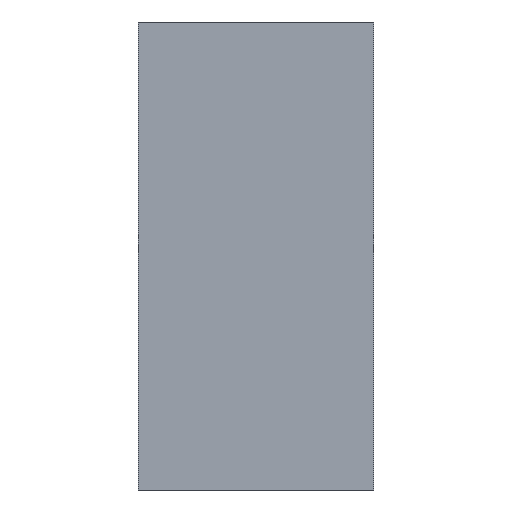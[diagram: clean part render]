
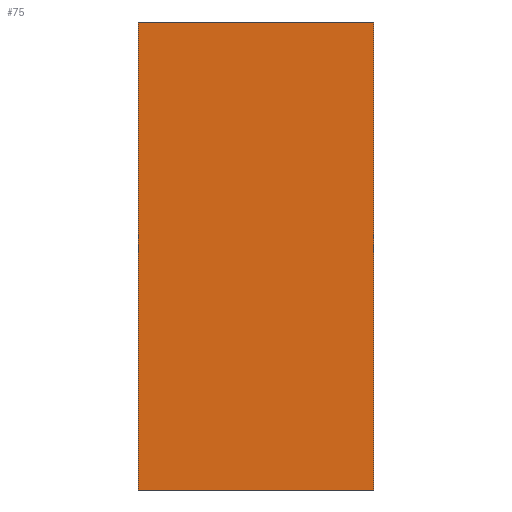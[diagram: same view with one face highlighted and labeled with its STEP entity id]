
A CAD part, front view. The second image highlights one B-rep face of the part: STEP entity #75.
In plain terms, the highlighted planar face has unit normal (0, -1, 0).
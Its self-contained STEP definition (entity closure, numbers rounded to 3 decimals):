
#75=ADVANCED_FACE('',(#93),#94,.T.);
#93=FACE_OUTER_BOUND('',#120,.T.);
#94=PLANE('',#121);
#120=EDGE_LOOP('',(#157,#158,#159,#160));
#121=AXIS2_PLACEMENT_3D('',#161,#162,#163);
#157=ORIENTED_EDGE('',*,*,#237,.F.);
#158=ORIENTED_EDGE('',*,*,#232,.T.);
#159=ORIENTED_EDGE('',*,*,#236,.T.);
#160=ORIENTED_EDGE('',*,*,#238,.F.);
#161=CARTESIAN_POINT('',(0.,270.508,20.827));
#162=DIRECTION('',(0.,-1.0,0.));
#163=DIRECTION('',(0.,0.,-1.0));
#232=EDGE_CURVE('',#269,#267,#270,.T.);
#236=EDGE_CURVE('',#267,#274,#276,.T.);
#237=EDGE_CURVE('',#269,#277,#278,.T.);
#238=EDGE_CURVE('',#277,#274,#279,.T.);
#267=VERTEX_POINT('',#324);
#269=VERTEX_POINT('',#327);
#270=LINE('',#328,#329);
#274=VERTEX_POINT('',#335);
#276=LINE('',#338,#339);
#277=VERTEX_POINT('',#340);
#278=LINE('',#341,#342);
#279=LINE('',#343,#344);
#324=CARTESIAN_POINT('',(-21.0,270.508,41.657));
#327=CARTESIAN_POINT('',(21.0,270.508,41.657));
#328=CARTESIAN_POINT('',(21.0,270.508,41.657));
#329=VECTOR('',#585,1.0);
#335=CARTESIAN_POINT('',(-21.0,270.508,-41.662));
#338=CARTESIAN_POINT('',(-21.0,270.508,41.657));
#339=VECTOR('',#587,1.0);
#340=CARTESIAN_POINT('',(21.0,270.508,-41.662));
#341=CARTESIAN_POINT('',(21.0,270.508,-0.003));
#342=VECTOR('',#588,1.0);
#343=CARTESIAN_POINT('',(21.0,270.508,-41.662));
#344=VECTOR('',#589,1.0);
#585=DIRECTION('',(-1.0,0.,0.));
#587=DIRECTION('',(0.,0.0,-1.0));
#588=DIRECTION('',(0.,0.0,-1.0));
#589=DIRECTION('',(-1.0,0.,0.));
